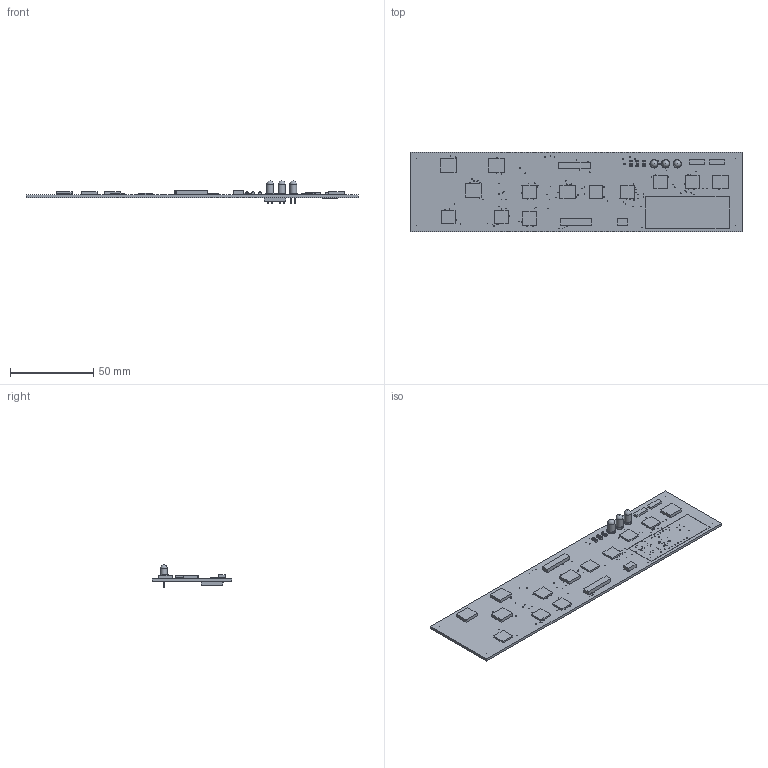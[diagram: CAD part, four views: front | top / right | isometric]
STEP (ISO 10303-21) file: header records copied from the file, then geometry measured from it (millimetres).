
FILE_DESCRIPTION(/* description */ (''),/* implementation_level */ '2;1');
FILE_NAME(/* name */ '67108e47-7409-48ac-9cd0-82599dba6582.stp',/* time_stamp */ '2019-07-27T22:44:44+00:00',/* author */ (''),/* organization */ (''),/* preprocessor_version */ 'ST-DEVELOPER v18',/* originating_system */ 'Autodesk Translation Framework v8.2.0.1029',/* authorisation */ '');
FILE_SCHEMA (('AUTOMOTIVE_DESIGN { 1 0 10303 214 3 1 1 }'));
Length unit declared in the file: millimetre
Products named in the file (13): 67108e47-7409-48ac-9cd0-82599dba6582; PCB Component; Board; ML16; JP4; 74ALS02D; 74LS173D; M1206; LED5MM; MEGA8535-A; ML6; SOMC20; 4-DIGIT-7-SEGMENT
Assembly tree (29 placements, depth 3):
  67108e47-7409-48ac-9cd0-82599dba6582
    PCB Component
      Board
      ML16  x2
      JP4  x2
      74ALS02D  x8
      74LS173D  x5
      M1206  x3
      LED5MM  x3
      MEGA8535-A
      ML6
      SOMC20
      4-DIGIT-7-SEGMENT
Bounding box: 200 x 48 x 13.6 mm (x, y, z)
Volume: 17736.4 mm3; surface area: 27031.8 mm2
Topology: 28 solids, 28 shells, 505 faces, 1332 edges, 901 vertices
Faces by surface type: cylinder 316, plane 186, sphere 3
Full cylindrical faces by diameter (mm): 0.12 x4, 0.35 x225, 0.6 x14, 0.813 x6, 0.914 x46, 1.48 x6, 1.482 x3, 1.85 x6, 4.1 x3, 5.1 x3
Entity records: 14545 total; most frequent: DIRECTION 2506, CARTESIAN_POINT 2177, ORIENTED_EDGE 2106, EDGE_CURVE 1053, AXIS2_PLACEMENT_3D 1036, EDGE_LOOP 972, VERTEX_POINT 707, CIRCLE 619
